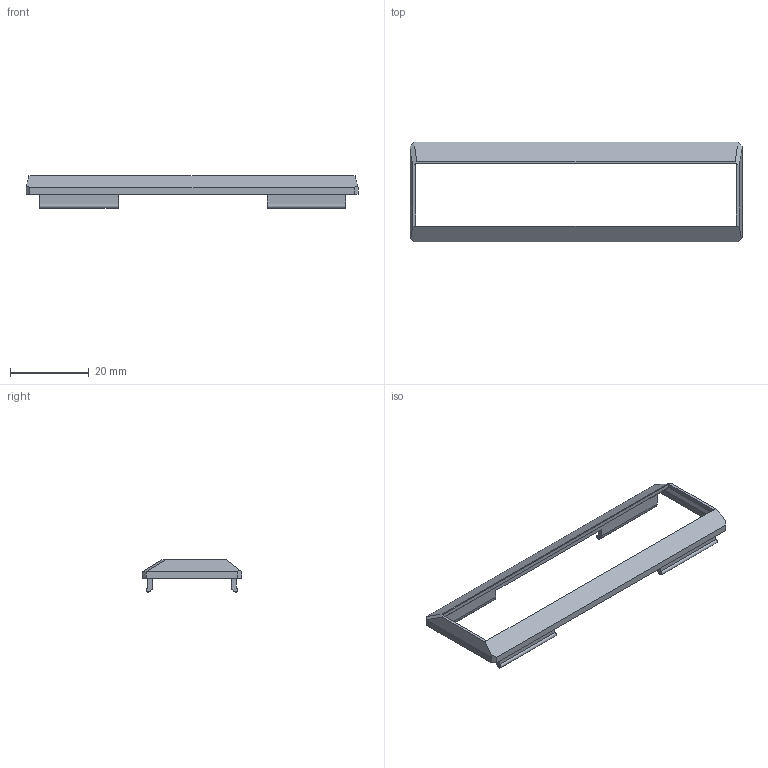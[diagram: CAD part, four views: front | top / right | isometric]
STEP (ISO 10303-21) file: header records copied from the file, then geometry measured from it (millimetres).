
FILE_DESCRIPTION (( 'STEP AP203' ), '1' );
FILE_NAME ('VFD.2裔啣.STEP', '2023-03-20T08:39:25', ( '' ), ( '' ), 'SwSTEP 2.0', 'SolidWorks 2021', '' );
FILE_SCHEMA (( 'CONFIG_CONTROL_DESIGN' ));
Length unit declared in the file: millimetre
Products named in the file (1): VFD.2裔啣
Bounding box: 84.5 x 25.4 x 8.2 mm (x, y, z)
Volume: 2068.1 mm3; surface area: 3680.6 mm2
Topology: 1 solids, 1 shells, 75 faces, 206 edges, 132 vertices
Faces by surface type: plane 61, cylinder 14
Entity records: 2418 total; most frequent: CARTESIAN_POINT 429, ORIENTED_EDGE 412, DIRECTION 377, EDGE_CURVE 206, LINE 177, VECTOR 177, VERTEX_POINT 132, AXIS2_PLACEMENT_3D 100
